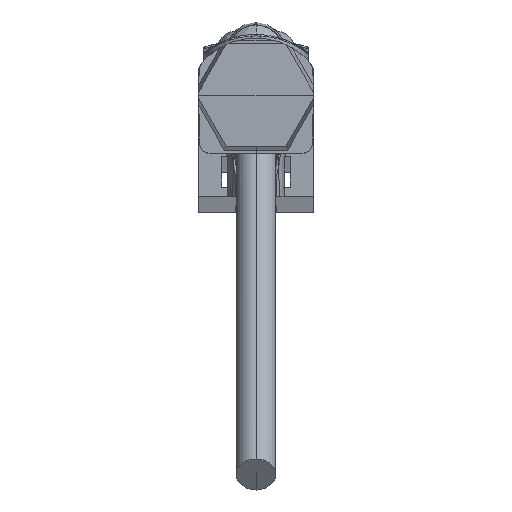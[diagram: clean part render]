
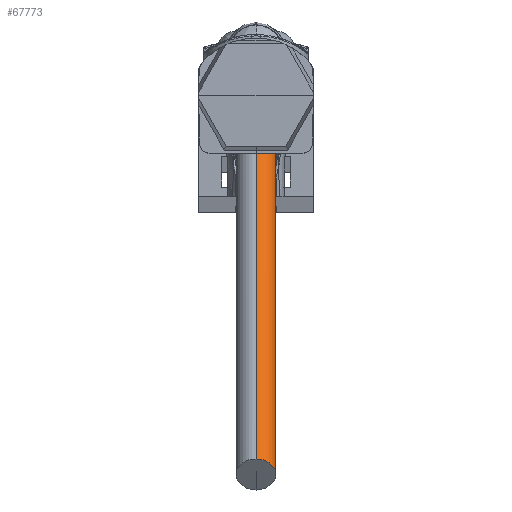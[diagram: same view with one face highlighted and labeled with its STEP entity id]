
A CAD part, top view. The second image highlights one B-rep face of the part: STEP entity #67773.
In plain terms, the highlighted cylindrical face has radius 2.075 mm (diameter 4.15 mm), a partial arc.
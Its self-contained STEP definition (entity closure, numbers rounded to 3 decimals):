
#27476=CARTESIAN_POINT('',(0.,-1.208,466.225));
#27477=CARTESIAN_POINT('',(0.202,-1.208,466.225));
#27478=CARTESIAN_POINT('',(0.564,-1.136,466.225));
#27479=CARTESIAN_POINT('',(1.023,-0.891,466.225));
#27480=CARTESIAN_POINT('',(1.413,-0.531,466.225));
#27481=CARTESIAN_POINT('',(1.628,-0.216,466.225));
#27482=CARTESIAN_POINT('',(1.722,-0.037,466.225));
#27484=DIRECTION('',(0.,-0.623,0.783));
#27485=VECTOR('',#27484,60.762);
#27486=CARTESIAN_POINT('',(0.,-1.208,466.225));
#27487=LINE('',#27486,#27485);
#27488=CARTESIAN_POINT('',(0.,0.87,466.946));
#27489=DIRECTION('',(0.,-0.623,0.783));
#27490=DIRECTION('',(0.83,-0.437,-0.347));
#27491=AXIS2_PLACEMENT_3D('',#27488,#27489,#27490);
#27506=DIRECTION('',(0.,-0.623,0.783));
#27507=VECTOR('',#27506,61.492);
#27508=CARTESIAN_POINT('',(0.,2.493,468.238));
#27509=LINE('',#27508,#27507);
#27510=CARTESIAN_POINT('',(0.,-37.41,515.07));
#27511=DIRECTION('',(0.,-0.623,0.783));
#27512=DIRECTION('',(0.,-0.783,-0.623));
#27513=AXIS2_PLACEMENT_3D('',#27510,#27511,#27512);
#29141=CARTESIAN_POINT('',(0.,-39.034,513.778));
#29142=CARTESIAN_POINT('',(0.,-35.786,516.361));
#29143=VERTEX_POINT('',#29141);
#29144=VERTEX_POINT('',#29142);
#29145=CARTESIAN_POINT('',(0.,2.493,468.238));
#29146=VERTEX_POINT('',#29145);
#30548=VERTEX_POINT('',#27476);
#30549=VERTEX_POINT('',#27482);
#67758=CARTESIAN_POINT('',(0.,0.87,466.946));
#67759=DIRECTION('',(0.,-0.623,0.783));
#67760=DIRECTION('',(0.,-0.783,-0.623));
#67761=AXIS2_PLACEMENT_3D('',#67758,#67759,#67760);
#67762=CYLINDRICAL_SURFACE('',#67761,2.075);
#67763=ORIENTED_EDGE('',*,*,#65808,.F.);
#67765=ORIENTED_EDGE('',*,*,#67764,.T.);
#67767=ORIENTED_EDGE('',*,*,#67766,.T.);
#67769=ORIENTED_EDGE('',*,*,#67768,.F.);
#67770=ORIENTED_EDGE('',*,*,#67750,.F.);
#67771=EDGE_LOOP('',(#67763,#67765,#67767,#67769,#67770));
#67772=FACE_OUTER_BOUND('',#67771,.F.);
#67773=ADVANCED_FACE('',(#67772),#67762,.T.);
#27483=B_SPLINE_CURVE_WITH_KNOTS('',3,(#27476,#27477,#27478,#27479,#27480,
#27481,#27482),.UNSPECIFIED.,.F.,.F.,(4,1,1,1,4),(0.,0.25,0.5,0.75,
1.),.UNSPECIFIED.);
#27492=CIRCLE('',#27491,2.075);
#27514=CIRCLE('',#27513,2.075);
#65808=EDGE_CURVE('',#30548,#30549,#27483,.T.);
#67750=EDGE_CURVE('',#30549,#29146,#27492,.T.);
#67764=EDGE_CURVE('',#30548,#29143,#27487,.T.);
#67766=EDGE_CURVE('',#29143,#29144,#27514,.T.);
#67768=EDGE_CURVE('',#29146,#29144,#27509,.T.);
